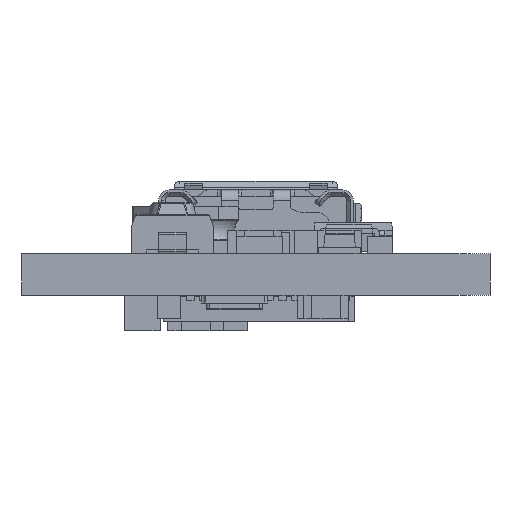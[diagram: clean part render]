
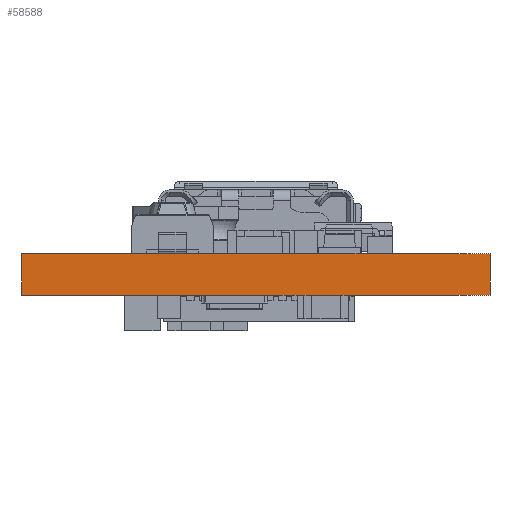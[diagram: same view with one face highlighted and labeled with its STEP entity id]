
A CAD part, front view. The second image highlights one B-rep face of the part: STEP entity #58588.
In plain terms, the highlighted planar face has unit normal (0, -1, 0).
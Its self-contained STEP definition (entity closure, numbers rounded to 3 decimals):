
#6977 = CARTESIAN_POINT ( 'NONE',  ( 0., 0., 1.575 ) ) ;
#7129 = DIRECTION ( 'NONE',  ( 1., 0., 0. ) ) ;
#7435 = PLANE ( 'NONE',  #89089 ) ;
#12780 = FACE_OUTER_BOUND ( 'NONE', #71461, .T. ) ;
#16841 = VERTEX_POINT ( 'NONE', #37119 ) ;
#18220 = VECTOR ( 'NONE', #49629, 1000. ) ;
#24701 = CARTESIAN_POINT ( 'NONE',  ( 0., 0., 0. ) ) ;
#25131 = EDGE_CURVE ( 'NONE', #81475, #78728, #55660, .T. ) ;
#29633 = VERTEX_POINT ( 'NONE', #59536 ) ;
#32345 = CARTESIAN_POINT ( 'NONE',  ( 0., 0., 1.575 ) ) ;
#33961 = ORIENTED_EDGE ( 'NONE', *, *, #57835, .T. ) ;
#34525 = CARTESIAN_POINT ( 'NONE',  ( 0., 0., 1.575 ) ) ;
#37119 = CARTESIAN_POINT ( 'NONE',  ( 17.78, 0., 1.575 ) ) ;
#37774 = ORIENTED_EDGE ( 'NONE', *, *, #65843, .F. ) ;
#39392 = CARTESIAN_POINT ( 'NONE',  ( 0., 0., 0. ) ) ;
#42570 = VECTOR ( 'NONE', #89688, 1000. ) ;
#49399 = EDGE_CURVE ( 'NONE', #16841, #29633, #78930, .T. ) ;
#49629 = DIRECTION ( 'NONE',  ( 0., 0., -1. ) ) ;
#55660 = LINE ( 'NONE', #6977, #42570 ) ;
#57835 = EDGE_CURVE ( 'NONE', #78728, #29633, #92297, .T. ) ;
#58588 = ADVANCED_FACE ( 'NONE', ( #12780 ), #7435, .F. ) ;
#59536 = CARTESIAN_POINT ( 'NONE',  ( 17.78, 0., 0. ) ) ;
#62907 = DIRECTION ( 'NONE',  ( 0., 1., 0. ) ) ;
#64976 = VECTOR ( 'NONE', #85230, 1000. ) ;
#65843 = EDGE_CURVE ( 'NONE', #81475, #16841, #93824, .T. ) ;
#67826 = ORIENTED_EDGE ( 'NONE', *, *, #49399, .F. ) ;
#71461 = EDGE_LOOP ( 'NONE', ( #33961, #67826, #37774, #93859 ) ) ;
#73237 = CARTESIAN_POINT ( 'NONE',  ( 17.78, 0., 1.575 ) ) ;
#78728 = VERTEX_POINT ( 'NONE', #24701 ) ;
#78930 = LINE ( 'NONE', #73237, #18220 ) ;
#81475 = VERTEX_POINT ( 'NONE', #34525 ) ;
#85200 = DIRECTION ( 'NONE',  ( 0., 0., 1. ) ) ;
#85230 = DIRECTION ( 'NONE',  ( 1., 0., 0. ) ) ;
#89056 = VECTOR ( 'NONE', #7129, 1000. ) ;
#89089 = AXIS2_PLACEMENT_3D ( 'NONE', #32345, #62907, #85200 ) ;
#89688 = DIRECTION ( 'NONE',  ( 0., 0., -1. ) ) ;
#91820 = CARTESIAN_POINT ( 'NONE',  ( 0., 0., 1.575 ) ) ;
#92297 = LINE ( 'NONE', #39392, #64976 ) ;
#93824 = LINE ( 'NONE', #91820, #89056 ) ;
#93859 = ORIENTED_EDGE ( 'NONE', *, *, #25131, .T. ) ;
